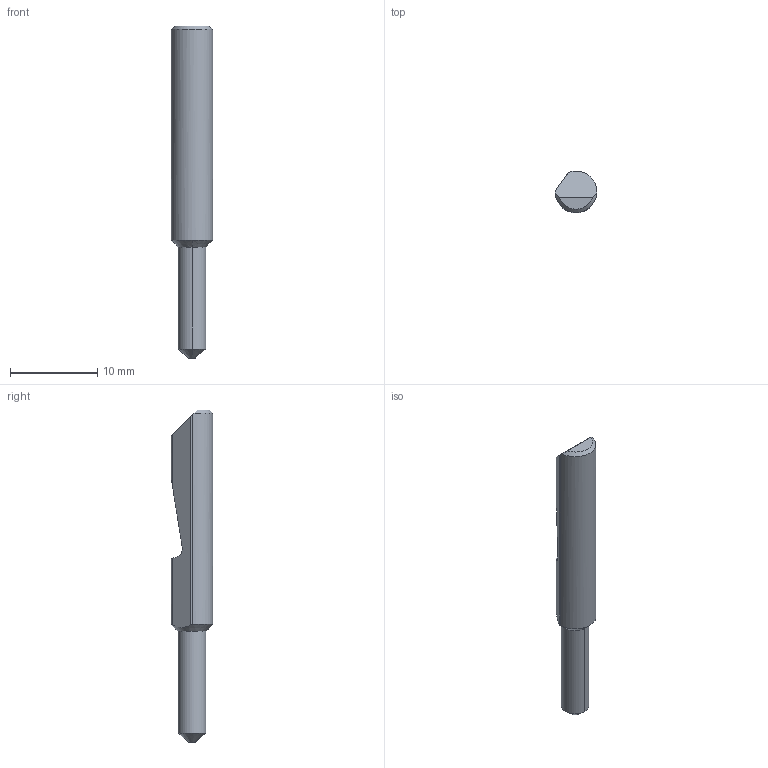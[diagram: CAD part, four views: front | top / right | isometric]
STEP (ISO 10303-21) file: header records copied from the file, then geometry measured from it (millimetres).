
FILE_DESCRIPTION (( 'STEP AP214' ), '1' );
FILE_NAME ('Micro_QCS-125-100.STEP', '2021-09-08T18:32:24', ( '' ), ( '' ), 'SwSTEP 2.0', 'SolidWorks 2020', '' );
FILE_SCHEMA (( 'AUTOMOTIVE_DESIGN' ));
Length unit declared in the file: inch
Products named in the file (1): Micro_QCS-125-100
Bounding box: 4.76 x 4.76 x 38.1 mm (x, y, z)
Volume: 498.7 mm3; surface area: 507.1 mm2
Topology: 1 solids, 1 shells, 17 faces, 41 edges, 26 vertices
Faces by surface type: cylinder 6, plane 6, cone 5
Entity records: 552 total; most frequent: CARTESIAN_POINT 130, ORIENTED_EDGE 82, DIRECTION 79, EDGE_CURVE 41, AXIS2_PLACEMENT_3D 31, VERTEX_POINT 26, LINE 17, ADVANCED_FACE 17
